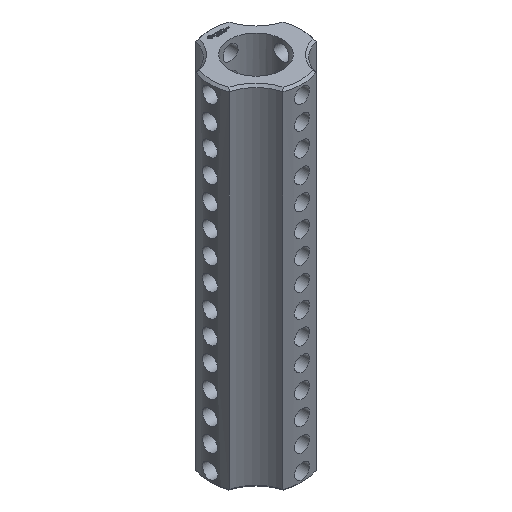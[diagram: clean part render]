
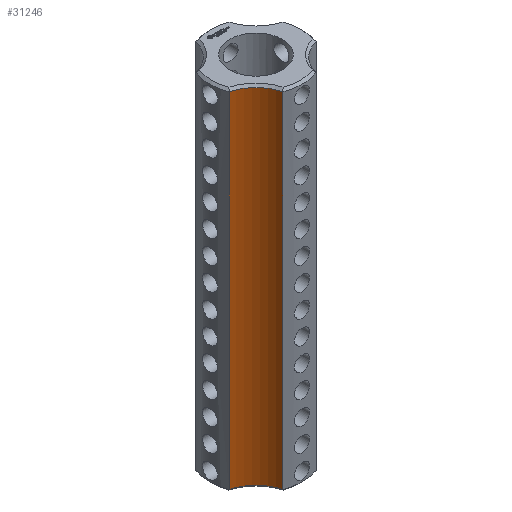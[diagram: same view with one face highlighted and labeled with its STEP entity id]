
A CAD part, isometric view. The second image highlights one B-rep face of the part: STEP entity #31246.
In plain terms, the highlighted cylindrical face has radius 5 mm (diameter 10 mm), a partial arc.
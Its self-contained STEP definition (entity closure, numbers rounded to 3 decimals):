
#3354 = CYLINDRICAL_SURFACE('',#3355,6.25);
#3355 = AXIS2_PLACEMENT_3D('',#3356,#3357,#3358);
#3356 = CARTESIAN_POINT('',(0.,0.,0.));
#3357 = DIRECTION('',(-0.,-0.,-1.));
#3358 = DIRECTION('',(1.,0.,0.));
#7611 = EDGE_CURVE('',#7612,#7614,#7616,.T.);
#7612 = VERTEX_POINT('',#7613);
#7613 = CARTESIAN_POINT('',(-2.225,-5.841,0.3));
#7614 = VERTEX_POINT('',#7615);
#7615 = CARTESIAN_POINT('',(-2.225,-5.841,46.575));
#7616 = SURFACE_CURVE('',#7617,(#7621,#7628),.PCURVE_S1.);
#7617 = LINE('',#7618,#7619);
#7618 = CARTESIAN_POINT('',(-2.225,-5.841,0.));
#7619 = VECTOR('',#7620,1.);
#7620 = DIRECTION('',(0.,0.,1.));
#7621 = PCURVE('',#3354,#7622);
#7622 = DEFINITIONAL_REPRESENTATION('',(#7623),#7627);
#7623 = LINE('',#7624,#7625);
#7624 = CARTESIAN_POINT('',(-4.348,0.));
#7625 = VECTOR('',#7626,1.);
#7626 = DIRECTION('',(-0.,-1.));
#7627 = ( GEOMETRIC_REPRESENTATION_CONTEXT(2) 
PARAMETRIC_REPRESENTATION_CONTEXT() REPRESENTATION_CONTEXT('2D SPACE',''
  ) );
#7628 = PCURVE('',#7629,#7634);
#7629 = CYLINDRICAL_SURFACE('',#7630,5.);
#7630 = AXIS2_PLACEMENT_3D('',#7631,#7632,#7633);
#7631 = CARTESIAN_POINT('',(-7.071,-7.071,0.));
#7632 = DIRECTION('',(-0.,-0.,-1.));
#7633 = DIRECTION('',(1.,0.,0.));
#7634 = DEFINITIONAL_REPRESENTATION('',(#7635),#7639);
#7635 = LINE('',#7636,#7637);
#7636 = CARTESIAN_POINT('',(-0.249,0.));
#7637 = VECTOR('',#7638,1.);
#7638 = DIRECTION('',(-0.,-1.));
#7639 = ( GEOMETRIC_REPRESENTATION_CONTEXT(2) 
PARAMETRIC_REPRESENTATION_CONTEXT() REPRESENTATION_CONTEXT('2D SPACE',''
  ) );
#10265 = CONICAL_SURFACE('',#10266,5.,0.785);
#10266 = AXIS2_PLACEMENT_3D('',#10267,#10268,#10269);
#10267 = CARTESIAN_POINT('',(-7.071,-7.071,0.3));
#10268 = DIRECTION('',(-0.,-0.,-1.));
#10269 = DIRECTION('',(0.969,0.246,0.));
#10467 = CONICAL_SURFACE('',#10468,5.,0.785);
#10468 = AXIS2_PLACEMENT_3D('',#10469,#10470,#10471);
#10469 = CARTESIAN_POINT('',(-7.071,-7.071,46.575));
#10470 = DIRECTION('',(0.,0.,1.));
#10471 = DIRECTION('',(0.969,0.246,0.));
#31246 = ADVANCED_FACE('',(#31247),#7629,.F.);
#31247 = FACE_BOUND('',#31248,.T.);
#31248 = EDGE_LOOP('',(#31249,#31250,#31274,#31302));
#31249 = ORIENTED_EDGE('',*,*,#7611,.T.);
#31250 = ORIENTED_EDGE('',*,*,#31251,.T.);
#31251 = EDGE_CURVE('',#7614,#31252,#31254,.T.);
#31252 = VERTEX_POINT('',#31253);
#31253 = CARTESIAN_POINT('',(-5.841,-2.225,46.575));
#31254 = SURFACE_CURVE('',#31255,(#31260,#31267),.PCURVE_S1.);
#31255 = CIRCLE('',#31256,5.);
#31256 = AXIS2_PLACEMENT_3D('',#31257,#31258,#31259);
#31257 = CARTESIAN_POINT('',(-7.071,-7.071,46.575));
#31258 = DIRECTION('',(0.,-0.,1.));
#31259 = DIRECTION('',(0.969,0.246,0.));
#31260 = PCURVE('',#7629,#31261);
#31261 = DEFINITIONAL_REPRESENTATION('',(#31262),#31266);
#31262 = LINE('',#31263,#31264);
#31263 = CARTESIAN_POINT('',(-0.249,-46.575));
#31264 = VECTOR('',#31265,1.);
#31265 = DIRECTION('',(-1.,0.));
#31266 = ( GEOMETRIC_REPRESENTATION_CONTEXT(2) 
PARAMETRIC_REPRESENTATION_CONTEXT() REPRESENTATION_CONTEXT('2D SPACE',''
  ) );
#31267 = PCURVE('',#10467,#31268);
#31268 = DEFINITIONAL_REPRESENTATION('',(#31269),#31273);
#31269 = LINE('',#31270,#31271);
#31270 = CARTESIAN_POINT('',(0.,0.));
#31271 = VECTOR('',#31272,1.);
#31272 = DIRECTION('',(1.,0.));
#31273 = ( GEOMETRIC_REPRESENTATION_CONTEXT(2) 
PARAMETRIC_REPRESENTATION_CONTEXT() REPRESENTATION_CONTEXT('2D SPACE',''
  ) );
#31274 = ORIENTED_EDGE('',*,*,#31275,.F.);
#31275 = EDGE_CURVE('',#31276,#31252,#31278,.T.);
#31276 = VERTEX_POINT('',#31277);
#31277 = CARTESIAN_POINT('',(-5.841,-2.225,0.3));
#31278 = SURFACE_CURVE('',#31279,(#31283,#31290),.PCURVE_S1.);
#31279 = LINE('',#31280,#31281);
#31280 = CARTESIAN_POINT('',(-5.841,-2.225,0.));
#31281 = VECTOR('',#31282,1.);
#31282 = DIRECTION('',(0.,0.,1.));
#31283 = PCURVE('',#7629,#31284);
#31284 = DEFINITIONAL_REPRESENTATION('',(#31285),#31289);
#31285 = LINE('',#31286,#31287);
#31286 = CARTESIAN_POINT('',(-1.322,0.));
#31287 = VECTOR('',#31288,1.);
#31288 = DIRECTION('',(-0.,-1.));
#31289 = ( GEOMETRIC_REPRESENTATION_CONTEXT(2) 
PARAMETRIC_REPRESENTATION_CONTEXT() REPRESENTATION_CONTEXT('2D SPACE',''
  ) );
#31290 = PCURVE('',#31291,#31296);
#31291 = CYLINDRICAL_SURFACE('',#31292,6.25);
#31292 = AXIS2_PLACEMENT_3D('',#31293,#31294,#31295);
#31293 = CARTESIAN_POINT('',(0.,0.,0.));
#31294 = DIRECTION('',(-0.,-0.,-1.));
#31295 = DIRECTION('',(1.,0.,0.));
#31296 = DEFINITIONAL_REPRESENTATION('',(#31297),#31301);
#31297 = LINE('',#31298,#31299);
#31298 = CARTESIAN_POINT('',(-3.506,0.));
#31299 = VECTOR('',#31300,1.);
#31300 = DIRECTION('',(-0.,-1.));
#31301 = ( GEOMETRIC_REPRESENTATION_CONTEXT(2) 
PARAMETRIC_REPRESENTATION_CONTEXT() REPRESENTATION_CONTEXT('2D SPACE',''
  ) );
#31302 = ORIENTED_EDGE('',*,*,#31303,.F.);
#31303 = EDGE_CURVE('',#7612,#31276,#31304,.T.);
#31304 = SURFACE_CURVE('',#31305,(#31310,#31317),.PCURVE_S1.);
#31305 = CIRCLE('',#31306,5.);
#31306 = AXIS2_PLACEMENT_3D('',#31307,#31308,#31309);
#31307 = CARTESIAN_POINT('',(-7.071,-7.071,0.3));
#31308 = DIRECTION('',(0.,-0.,1.));
#31309 = DIRECTION('',(0.969,0.246,0.));
#31310 = PCURVE('',#7629,#31311);
#31311 = DEFINITIONAL_REPRESENTATION('',(#31312),#31316);
#31312 = LINE('',#31313,#31314);
#31313 = CARTESIAN_POINT('',(-0.249,-0.3));
#31314 = VECTOR('',#31315,1.);
#31315 = DIRECTION('',(-1.,0.));
#31316 = ( GEOMETRIC_REPRESENTATION_CONTEXT(2) 
PARAMETRIC_REPRESENTATION_CONTEXT() REPRESENTATION_CONTEXT('2D SPACE',''
  ) );
#31317 = PCURVE('',#10265,#31318);
#31318 = DEFINITIONAL_REPRESENTATION('',(#31319),#31323);
#31319 = LINE('',#31320,#31321);
#31320 = CARTESIAN_POINT('',(-0.,0.));
#31321 = VECTOR('',#31322,1.);
#31322 = DIRECTION('',(-1.,0.));
#31323 = ( GEOMETRIC_REPRESENTATION_CONTEXT(2) 
PARAMETRIC_REPRESENTATION_CONTEXT() REPRESENTATION_CONTEXT('2D SPACE',''
  ) );
